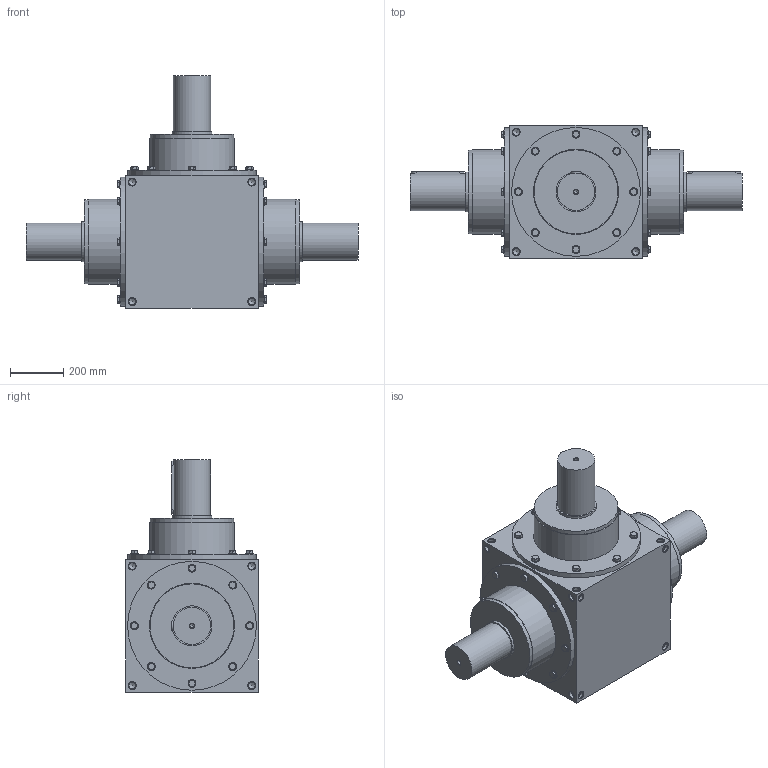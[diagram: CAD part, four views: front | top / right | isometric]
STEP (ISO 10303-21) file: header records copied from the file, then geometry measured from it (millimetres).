
FILE_DESCRIPTION(/* description */ ('STEP AP203'),/* implementation_level */ '2;1');
FILE_NAME(/* name */ 'RZ500_S8_R.1_1',/* time_stamp */ '2022-12-06T11:14:48+01:00',/* author */ ('License CC BY-ND 4.0'),/* organization */ ('CADENAS'),/* preprocessor_version */ 'ST-DEVELOPER v18.102',/* originating_system */ 'PARTsolutions',/* authorisation */ ' ');
FILE_SCHEMA (('CONFIG_CONTROL_DESIGN'));
Length unit declared in the file: millimetre
Products named in the file (4): RZ500_S8_R.1/1; RR500-shaft; RC_RR500-screw; RZ5008-case
Assembly tree (28 placements, depth 2):
  RZ500_S8_R.1/1
    RR500-shaft  x3
    RC_RR500-screw  x24
    RZ5008-case
Bounding box: 1250 x 500 x 875 mm (x, y, z)
Volume: 178042783.9 mm3; surface area: 3048691.6 mm2
Topology: 28 solids, 28 shells, 549 faces, 1259 edges, 776 vertices
Faces by surface type: plane 252, cone 198, cylinder 99
Full cylindrical faces by diameter (mm): 17.294 x3, 26.211 x48, 30 x24, 140 x3, 150 x6, 316 x3, 320 x3, 485 x3
Entity records: 4356 total; most frequent: DIRECTION 818, CARTESIAN_POINT 735, ORIENTED_EDGE 510, AXIS2_PLACEMENT_3D 393, FACE_BOUND 309, EDGE_LOOP 284, EDGE_CURVE 255, VERTEX_POINT 228
